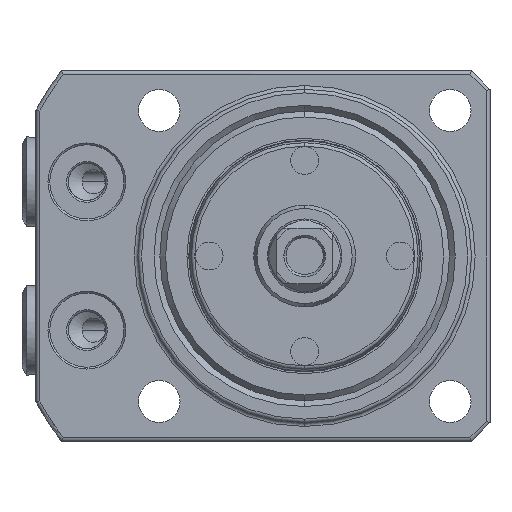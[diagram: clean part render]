
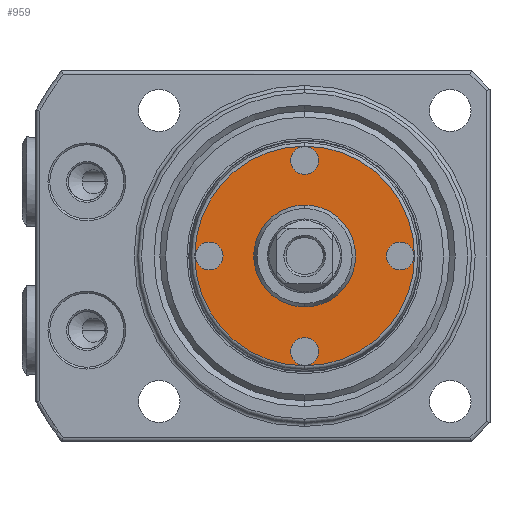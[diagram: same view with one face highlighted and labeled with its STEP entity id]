
A CAD part, front view. The second image highlights one B-rep face of the part: STEP entity #959.
In plain terms, the highlighted planar face has unit normal (0, -1, 0).
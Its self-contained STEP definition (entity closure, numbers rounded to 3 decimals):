
#188 = AXIS2_PLACEMENT_3D ( 'NONE', #6782, #6783, #6784 ) ;
#194 = AXIS2_PLACEMENT_3D ( 'NONE', #6779, #6780, #6781 ) ;
#208 = AXIS2_PLACEMENT_3D ( 'NONE', #6764, #6774, #6775 ) ;
#215 = AXIS2_PLACEMENT_3D ( 'NONE', #6776, #6777, #6778 ) ;
#223 = AXIS2_PLACEMENT_3D ( 'NONE', #6788, #6789, #6790 ) ;
#257 = AXIS2_PLACEMENT_3D ( 'NONE', #6785, #6786, #6787 ) ;
#277 = AXIS2_PLACEMENT_3D ( 'NONE', #6749, #6750, #6751 ) ;
#302 = AXIS2_PLACEMENT_3D ( 'NONE', #6728, #6729, #6730 ) ;
#304 = AXIS2_PLACEMENT_3D ( 'NONE', #6716, #6717, #6718 ) ;
#310 = AXIS2_PLACEMENT_3D ( 'NONE', #6704, #6705, #6706 ) ;
#318 = AXIS2_PLACEMENT_3D ( 'NONE', #6692, #6693, #6694 ) ;
#334 = AXIS2_PLACEMENT_3D ( 'NONE', #6671, #6678, #6679 ) ;
#959 = ADVANCED_FACE ( 'NONE', ( #5955, #5951, #5949, #5947, #5945, #5944 ), #1884, .F. ) ;
#1884 = PLANE ( 'NONE',  #5950 ) ;
#1885 = CARTESIAN_POINT ( 'NONE',  ( 0., 0., 0. ) ) ;
#1886 = DIRECTION ( 'NONE',  ( 0., 1., 0. ) ) ;
#1887 = DIRECTION ( 'NONE',  ( 0., 0., 1. ) ) ;
#3990 = EDGE_LOOP ( 'NONE', ( #5634, #5629 ) ) ;
#3991 = EDGE_LOOP ( 'NONE', ( #5636, #5631 ) ) ;
#3992 = EDGE_LOOP ( 'NONE', ( #5638, #5633 ) ) ;
#3993 = EDGE_LOOP ( 'NONE', ( #5640, #5635 ) ) ;
#3994 = EDGE_LOOP ( 'NONE', ( #5642, #5637 ) ) ;
#3995 = EDGE_LOOP ( 'NONE', ( #5641, #5639 ) ) ;
#4979 = VERTEX_POINT ( 'NONE', #7438 ) ;
#4993 = VERTEX_POINT ( 'NONE', #7452 ) ;
#5061 = VERTEX_POINT ( 'NONE', #7518 ) ;
#5629 = ORIENTED_EDGE ( 'NONE', *, *, #8089, .F. ) ;
#5631 = ORIENTED_EDGE ( 'NONE', *, *, #8093, .F. ) ;
#5633 = ORIENTED_EDGE ( 'NONE', *, *, #8097, .F. ) ;
#5634 = ORIENTED_EDGE ( 'NONE', *, *, #8121, .F. ) ;
#5635 = ORIENTED_EDGE ( 'NONE', *, *, #8101, .F. ) ;
#5636 = ORIENTED_EDGE ( 'NONE', *, *, #8120, .F. ) ;
#5637 = ORIENTED_EDGE ( 'NONE', *, *, #8108, .T. ) ;
#5638 = ORIENTED_EDGE ( 'NONE', *, *, #8119, .F. ) ;
#5639 = ORIENTED_EDGE ( 'NONE', *, *, #8084, .T. ) ;
#5640 = ORIENTED_EDGE ( 'NONE', *, *, #8118, .F. ) ;
#5641 = ORIENTED_EDGE ( 'NONE', *, *, #8116, .T. ) ;
#5642 = ORIENTED_EDGE ( 'NONE', *, *, #8117, .T. ) ;
#5690 = VERTEX_POINT ( 'NONE', #7606 ) ;
#5691 = VERTEX_POINT ( 'NONE', #7607 ) ;
#5702 = VERTEX_POINT ( 'NONE', #7618 ) ;
#5727 = VERTEX_POINT ( 'NONE', #7643 ) ;
#5736 = VERTEX_POINT ( 'NONE', #7652 ) ;
#5746 = VERTEX_POINT ( 'NONE', #7662 ) ;
#5797 = VERTEX_POINT ( 'NONE', #7713 ) ;
#5810 = VERTEX_POINT ( 'NONE', #7726 ) ;
#5814 = VERTEX_POINT ( 'NONE', #7730 ) ;
#5944 = FACE_BOUND ( 'NONE', #3990, .T. ) ;
#5945 = FACE_BOUND ( 'NONE', #3991, .T. ) ;
#5947 = FACE_BOUND ( 'NONE', #3992, .T. ) ;
#5949 = FACE_BOUND ( 'NONE', #3993, .T. ) ;
#5950 = AXIS2_PLACEMENT_3D ( 'NONE', #1885, #1886, #1887 ) ;
#5951 = FACE_OUTER_BOUND ( 'NONE', #3994, .T. ) ;
#5955 = FACE_BOUND ( 'NONE', #3995, .T. ) ;
#6671 = CARTESIAN_POINT ( 'NONE',  ( 0., 0., 0. ) ) ;
#6678 = DIRECTION ( 'NONE',  ( 0., 1., 0. ) ) ;
#6679 = DIRECTION ( 'NONE',  ( 0., 0., 1. ) ) ;
#6692 = CARTESIAN_POINT ( 'NONE',  ( 10.3, 0., 0. ) ) ;
#6693 = DIRECTION ( 'NONE',  ( 0., -1., 0. ) ) ;
#6694 = DIRECTION ( 'NONE',  ( 0., 0., -1. ) ) ;
#6704 = CARTESIAN_POINT ( 'NONE',  ( 0., 0., -10.3 ) ) ;
#6705 = DIRECTION ( 'NONE',  ( 0., -1., 0. ) ) ;
#6706 = DIRECTION ( 'NONE',  ( 0., 0., -1. ) ) ;
#6716 = CARTESIAN_POINT ( 'NONE',  ( -10.3, 0., 0. ) ) ;
#6717 = DIRECTION ( 'NONE',  ( 0., -1., 0. ) ) ;
#6718 = DIRECTION ( 'NONE',  ( 0., 0., -1. ) ) ;
#6728 = CARTESIAN_POINT ( 'NONE',  ( 0., 0., 10.3 ) ) ;
#6729 = DIRECTION ( 'NONE',  ( 0., -1., 0. ) ) ;
#6730 = DIRECTION ( 'NONE',  ( 0., 0., -1. ) ) ;
#6749 = CARTESIAN_POINT ( 'NONE',  ( 0., 0., 0. ) ) ;
#6750 = DIRECTION ( 'NONE',  ( 0., -1., 0. ) ) ;
#6751 = DIRECTION ( 'NONE',  ( 0., 0., 1. ) ) ;
#6764 = CARTESIAN_POINT ( 'NONE',  ( 0., 0., 0. ) ) ;
#6774 = DIRECTION ( 'NONE',  ( 0., 1., 0. ) ) ;
#6775 = DIRECTION ( 'NONE',  ( 0., 0., 1. ) ) ;
#6776 = CARTESIAN_POINT ( 'NONE',  ( 0., 0., 0. ) ) ;
#6777 = DIRECTION ( 'NONE',  ( 0., -1., 0. ) ) ;
#6778 = DIRECTION ( 'NONE',  ( 0., 0., 1. ) ) ;
#6779 = CARTESIAN_POINT ( 'NONE',  ( 0., 0., 10.3 ) ) ;
#6780 = DIRECTION ( 'NONE',  ( 0., -1., 0. ) ) ;
#6781 = DIRECTION ( 'NONE',  ( 0., 0., -1. ) ) ;
#6782 = CARTESIAN_POINT ( 'NONE',  ( -10.3, 0., 0. ) ) ;
#6783 = DIRECTION ( 'NONE',  ( 0., -1., 0. ) ) ;
#6784 = DIRECTION ( 'NONE',  ( 0., 0., -1. ) ) ;
#6785 = CARTESIAN_POINT ( 'NONE',  ( 0., 0., -10.3 ) ) ;
#6786 = DIRECTION ( 'NONE',  ( 0., -1., 0. ) ) ;
#6787 = DIRECTION ( 'NONE',  ( 0., 0., -1. ) ) ;
#6788 = CARTESIAN_POINT ( 'NONE',  ( 10.3, 0., 0. ) ) ;
#6789 = DIRECTION ( 'NONE',  ( 0., -1., 0. ) ) ;
#6790 = DIRECTION ( 'NONE',  ( 0., 0., -1. ) ) ;
#7192 = CIRCLE ( 'NONE', #223, 1.5 ) ;
#7193 = CIRCLE ( 'NONE', #257, 1.5 ) ;
#7194 = CIRCLE ( 'NONE', #188, 1.5 ) ;
#7195 = CIRCLE ( 'NONE', #194, 1.5 ) ;
#7196 = CIRCLE ( 'NONE', #215, 11.856 ) ;
#7197 = CIRCLE ( 'NONE', #208, 5.5 ) ;
#7201 = CIRCLE ( 'NONE', #277, 11.856 ) ;
#7207 = CIRCLE ( 'NONE', #302, 1.5 ) ;
#7209 = CIRCLE ( 'NONE', #304, 1.5 ) ;
#7213 = CIRCLE ( 'NONE', #310, 1.5 ) ;
#7215 = CIRCLE ( 'NONE', #318, 1.5 ) ;
#7219 = CIRCLE ( 'NONE', #334, 5.5 ) ;
#7438 = CARTESIAN_POINT ( 'NONE',  ( -10.3, 0., 1.5 ) ) ;
#7452 = CARTESIAN_POINT ( 'NONE',  ( 10.3, 0., 1.5 ) ) ;
#7518 = CARTESIAN_POINT ( 'NONE',  ( 0., 0., -8.8 ) ) ;
#7606 = CARTESIAN_POINT ( 'NONE',  ( 10.3, 0., -1.5 ) ) ;
#7607 = CARTESIAN_POINT ( 'NONE',  ( 0., 0., -11.856 ) ) ;
#7618 = CARTESIAN_POINT ( 'NONE',  ( 0., 0., 8.8 ) ) ;
#7643 = CARTESIAN_POINT ( 'NONE',  ( -10.3, 0., -1.5 ) ) ;
#7652 = CARTESIAN_POINT ( 'NONE',  ( 0., 0., 11.856 ) ) ;
#7662 = CARTESIAN_POINT ( 'NONE',  ( 0., 0., -5.5 ) ) ;
#7713 = CARTESIAN_POINT ( 'NONE',  ( 0., 0., -11.8 ) ) ;
#7726 = CARTESIAN_POINT ( 'NONE',  ( 0., 0., 5.5 ) ) ;
#7730 = CARTESIAN_POINT ( 'NONE',  ( 0., 0., 11.8 ) ) ;
#8084 = EDGE_CURVE ( 'NONE', #5746, #5810, #7219, .T. ) ;
#8089 = EDGE_CURVE ( 'NONE', #4993, #5690, #7215, .T. ) ;
#8093 = EDGE_CURVE ( 'NONE', #5061, #5797, #7213, .T. ) ;
#8097 = EDGE_CURVE ( 'NONE', #4979, #5727, #7209, .T. ) ;
#8101 = EDGE_CURVE ( 'NONE', #5814, #5702, #7207, .T. ) ;
#8108 = EDGE_CURVE ( 'NONE', #5691, #5736, #7201, .T. ) ;
#8116 = EDGE_CURVE ( 'NONE', #5810, #5746, #7197, .T. ) ;
#8117 = EDGE_CURVE ( 'NONE', #5736, #5691, #7196, .T. ) ;
#8118 = EDGE_CURVE ( 'NONE', #5702, #5814, #7195, .T. ) ;
#8119 = EDGE_CURVE ( 'NONE', #5727, #4979, #7194, .T. ) ;
#8120 = EDGE_CURVE ( 'NONE', #5797, #5061, #7193, .T. ) ;
#8121 = EDGE_CURVE ( 'NONE', #5690, #4993, #7192, .T. ) ;
